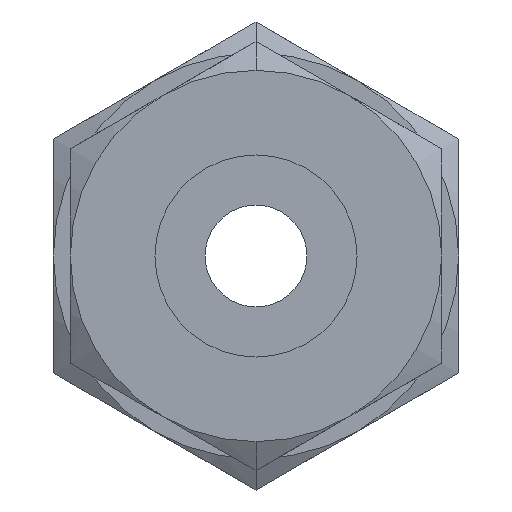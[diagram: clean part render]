
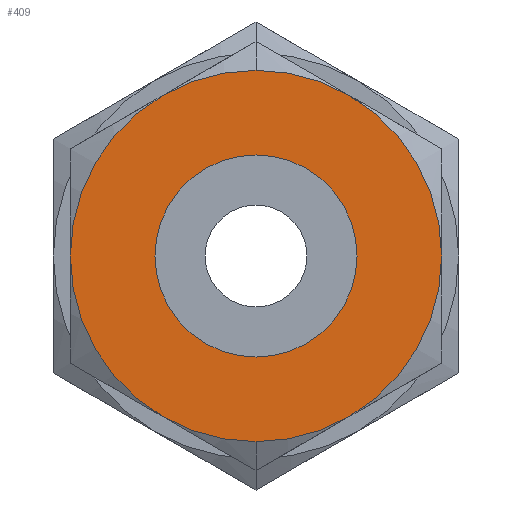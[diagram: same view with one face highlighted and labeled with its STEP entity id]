
A CAD part, left-side view. The second image highlights one B-rep face of the part: STEP entity #409.
In plain terms, the highlighted planar face has unit normal (-1, 0, 0).
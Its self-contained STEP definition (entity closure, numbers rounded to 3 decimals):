
#59 = ORIENTED_EDGE ( 'NONE', *, *, #2876, .F. ) ;
#227 = CARTESIAN_POINT ( 'NONE',  ( 0., 0., 0. ) ) ;
#409 = ADVANCED_FACE ( 'NONE', ( #4713, #2394 ), #1367, .T. ) ;
#513 = VERTEX_POINT ( 'NONE', #3266 ) ;
#593 = CIRCLE ( 'NONE', #1212, 4.763 ) ;
#826 = CARTESIAN_POINT ( 'NONE',  ( 0., 0., 0. ) ) ;
#963 = AXIS2_PLACEMENT_3D ( 'NONE', #3123, #1409, #4215 ) ;
#1105 = ORIENTED_EDGE ( 'NONE', *, *, #5453, .T. ) ;
#1159 = EDGE_LOOP ( 'NONE', ( #5825, #59 ) ) ;
#1212 = AXIS2_PLACEMENT_3D ( 'NONE', #826, #5456, #4888 ) ;
#1291 = CIRCLE ( 'NONE', #5544, 8.75 ) ;
#1309 = CARTESIAN_POINT ( 'NONE',  ( 0., 0., 8.75 ) ) ;
#1367 = PLANE ( 'NONE',  #7446 ) ;
#1409 = DIRECTION ( 'NONE',  ( 1., 0., 0. ) ) ;
#1789 = DIRECTION ( 'NONE',  ( 0., 0., -1. ) ) ;
#2394 = FACE_OUTER_BOUND ( 'NONE', #1159, .T. ) ;
#2431 = DIRECTION ( 'NONE',  ( -1., 0., 0. ) ) ;
#2673 = EDGE_LOOP ( 'NONE', ( #5440, #1105 ) ) ;
#2876 = EDGE_CURVE ( 'NONE', #7465, #6264, #1291, .T. ) ;
#2955 = DIRECTION ( 'NONE',  ( 0., 0., 1. ) ) ;
#3076 = DIRECTION ( 'NONE',  ( 0., 0., 1. ) ) ;
#3123 = CARTESIAN_POINT ( 'NONE',  ( 0., 0., 0. ) ) ;
#3266 = CARTESIAN_POINT ( 'NONE',  ( 0., 0., 4.763 ) ) ;
#4215 = DIRECTION ( 'NONE',  ( 0., 0., -1. ) ) ;
#4367 = EDGE_CURVE ( 'NONE', #6264, #7465, #6165, .T. ) ;
#4636 = EDGE_CURVE ( 'NONE', #5743, #513, #7380, .T. ) ;
#4713 = FACE_BOUND ( 'NONE', #2673, .T. ) ;
#4820 = AXIS2_PLACEMENT_3D ( 'NONE', #4917, #5235, #2955 ) ;
#4833 = CARTESIAN_POINT ( 'NONE',  ( 0., 0., -8.75 ) ) ;
#4888 = DIRECTION ( 'NONE',  ( 0., 0., 1. ) ) ;
#4917 = CARTESIAN_POINT ( 'NONE',  ( 0., 0., 0. ) ) ;
#5235 = DIRECTION ( 'NONE',  ( 1., 0., 0. ) ) ;
#5349 = CARTESIAN_POINT ( 'NONE',  ( 0., 0., 4.375 ) ) ;
#5440 = ORIENTED_EDGE ( 'NONE', *, *, #4636, .T. ) ;
#5453 = EDGE_CURVE ( 'NONE', #513, #5743, #593, .T. ) ;
#5456 = DIRECTION ( 'NONE',  ( 1., 0., 0. ) ) ;
#5544 = AXIS2_PLACEMENT_3D ( 'NONE', #227, #5928, #1789 ) ;
#5743 = VERTEX_POINT ( 'NONE', #6869 ) ;
#5825 = ORIENTED_EDGE ( 'NONE', *, *, #4367, .F. ) ;
#5928 = DIRECTION ( 'NONE',  ( 1., 0., 0. ) ) ;
#6165 = CIRCLE ( 'NONE', #4820, 8.75 ) ;
#6264 = VERTEX_POINT ( 'NONE', #1309 ) ;
#6869 = CARTESIAN_POINT ( 'NONE',  ( 0., 0., -4.763 ) ) ;
#7380 = CIRCLE ( 'NONE', #963, 4.763 ) ;
#7446 = AXIS2_PLACEMENT_3D ( 'NONE', #5349, #2431, #3076 ) ;
#7465 = VERTEX_POINT ( 'NONE', #4833 ) ;
